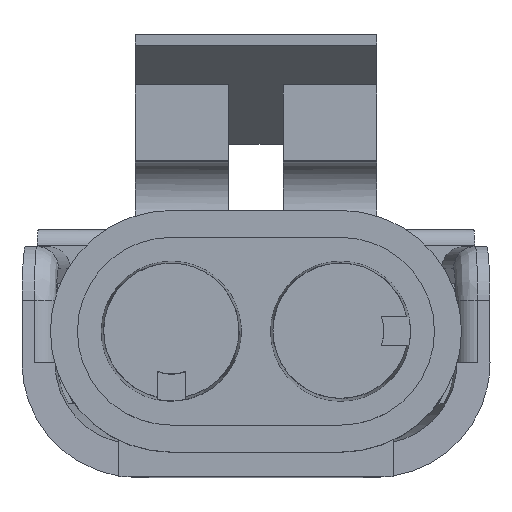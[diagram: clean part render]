
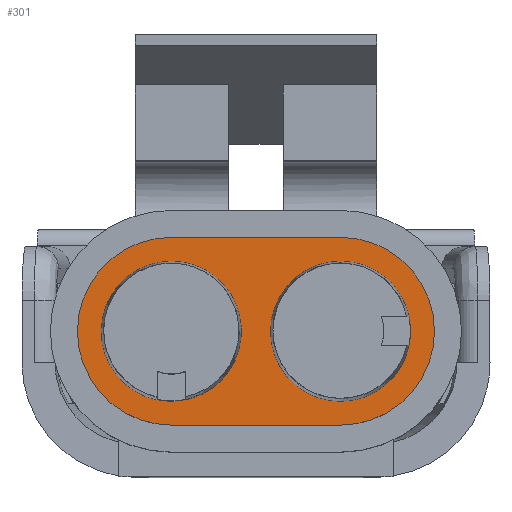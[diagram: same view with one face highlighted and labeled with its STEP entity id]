
A CAD part, top view. The second image highlights one B-rep face of the part: STEP entity #301.
In plain terms, the highlighted planar face has unit normal (0, 0, 1).
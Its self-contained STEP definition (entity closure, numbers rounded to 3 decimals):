
#39=FACE_BOUND('',#704,.T.);
#40=FACE_BOUND('',#705,.T.);
#41=FACE_BOUND('',#706,.T.);
#194=CIRCLE('',#3294,4.27);
#195=CIRCLE('',#3295,4.27);
#196=CIRCLE('',#3296,3.187);
#197=CIRCLE('',#3297,3.187);
#301=ADVANCED_FACE('',(#39,#40,#41),#443,.F.);
#443=PLANE('',#3298);
#704=EDGE_LOOP('',(#1132,#1133,#1134,#1135));
#705=EDGE_LOOP('',(#1136));
#706=EDGE_LOOP('',(#1137));
#1132=ORIENTED_EDGE('',*,*,#2320,.T.);
#1133=ORIENTED_EDGE('',*,*,#2321,.F.);
#1134=ORIENTED_EDGE('',*,*,#2322,.F.);
#1135=ORIENTED_EDGE('',*,*,#2323,.T.);
#1136=ORIENTED_EDGE('',*,*,#2324,.T.);
#1137=ORIENTED_EDGE('',*,*,#2325,.T.);
#1958=VERTEX_POINT('',#4873);
#1959=VERTEX_POINT('',#4874);
#1960=VERTEX_POINT('',#4876);
#1961=VERTEX_POINT('',#4878);
#1962=VERTEX_POINT('',#4881);
#1963=VERTEX_POINT('',#4883);
#2320=EDGE_CURVE('',#1958,#1959,#194,.T.);
#2321=EDGE_CURVE('',#1960,#1959,#2727,.T.);
#2322=EDGE_CURVE('',#1961,#1960,#195,.T.);
#2323=EDGE_CURVE('',#1961,#1958,#2728,.T.);
#2324=EDGE_CURVE('',#1962,#1962,#196,.T.);
#2325=EDGE_CURVE('',#1963,#1963,#197,.T.);
#2727=LINE('',#4875,#3011);
#2728=LINE('',#4879,#3012);
#3011=VECTOR('',#3787,1.);
#3012=VECTOR('',#3790,1.);
#3294=AXIS2_PLACEMENT_3D('',#4872,#3785,#3786);
#3295=AXIS2_PLACEMENT_3D('',#4877,#3788,#3789);
#3296=AXIS2_PLACEMENT_3D('',#4880,#3791,#3792);
#3297=AXIS2_PLACEMENT_3D('',#4882,#3793,#3794);
#3298=AXIS2_PLACEMENT_3D('',#4884,#3795,#3796);
#3785=DIRECTION('',(0.,0.,1.));
#3786=DIRECTION('',(0.,1.,0.));
#3787=DIRECTION('',(-1.,0.,0.));
#3788=DIRECTION('',(0.,0.,-1.));
#3789=DIRECTION('',(0.,-1.,0.));
#3790=DIRECTION('',(-1.,0.,0.));
#3791=DIRECTION('',(0.,0.,-1.));
#3792=DIRECTION('',(0.,1.,0.));
#3793=DIRECTION('',(0.,0.,-1.));
#3794=DIRECTION('',(0.,1.,0.));
#3795=DIRECTION('',(0.,0.,-1.));
#3796=DIRECTION('',(0.,-1.,0.));
#4872=CARTESIAN_POINT('',(-3.85,0.,1.2));
#4873=CARTESIAN_POINT('',(-3.85,4.27,1.2));
#4874=CARTESIAN_POINT('',(-3.85,-4.27,1.2));
#4875=CARTESIAN_POINT('',(3.85,-4.27,1.2));
#4876=CARTESIAN_POINT('',(3.85,-4.27,1.2));
#4877=CARTESIAN_POINT('',(3.85,0.,1.2));
#4878=CARTESIAN_POINT('',(3.85,4.27,1.2));
#4879=CARTESIAN_POINT('',(3.85,4.27,1.2));
#4880=CARTESIAN_POINT('',(-3.85,0.,1.2));
#4881=CARTESIAN_POINT('',(-3.85,3.187,1.2));
#4882=CARTESIAN_POINT('',(3.85,0.,1.2));
#4883=CARTESIAN_POINT('',(3.85,3.187,1.2));
#4884=CARTESIAN_POINT('',(3.85,4.27,1.2));
